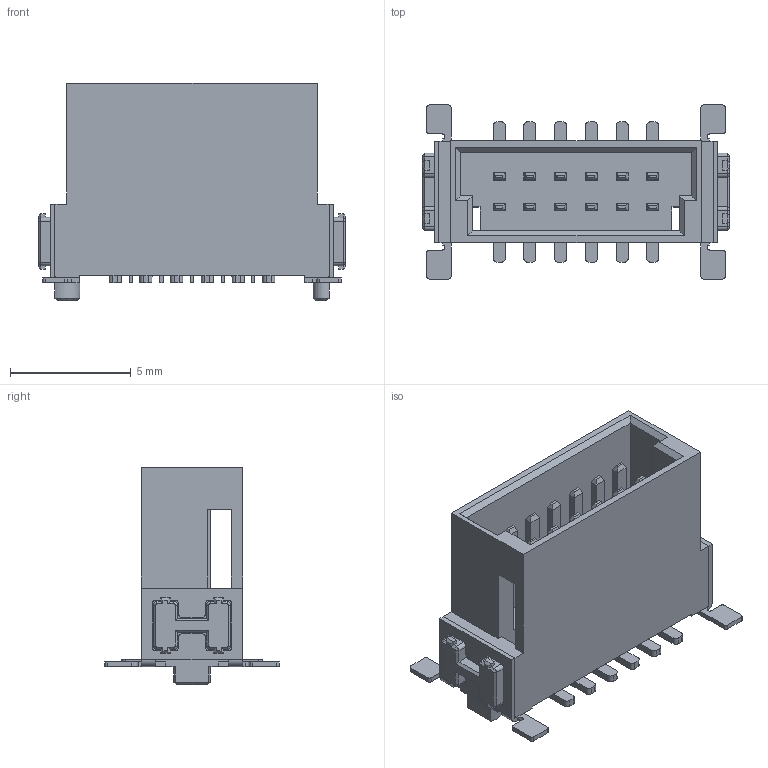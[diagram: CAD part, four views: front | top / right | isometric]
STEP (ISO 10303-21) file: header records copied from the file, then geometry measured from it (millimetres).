
FILE_DESCRIPTION((''),'2;1');
FILE_NAME('M55-7011242_ASM','2017-09-22T10:46:36',('sbennett'),(''),'CREO PARAMETRIC BY PTC INC, 2016510','CREO PARAMETRIC BY PTC INC, 2016510','');
FILE_SCHEMA(('CONFIG_CONTROL_DESIGN','SHAPE_APPEARANCE_LAYERS_GROUPS'));
Length unit declared in the file: millimetre
Products named in the file (4): M55-70112_MOULD; M55-701_CONTACT; M55-700_STRAP; M55-7011242_ASM
Assembly tree (15 placements, depth 2):
  M55-7011242_ASM
    M55-70112_MOULD
    M55-701_CONTACT  x12
    M55-700_STRAP  x2
Bounding box: 12.7 x 7.2 x 9 mm (x, y, z)
Volume: 225.3 mm3; surface area: 851.6 mm2
Topology: 15 solids, 15 shells, 1003 faces, 2665 edges, 1656 vertices
Faces by surface type: plane 673, cylinder 263, bspline 48, cone 19
Entity records: 18370 total; most frequent: CARTESIAN_POINT 2560, ORIENTED_EDGE 2430, DIRECTION 2279, PRESENTATION_STYLE_ASSIGNMENT 1263, STYLED_ITEM 1218, CURVE_STYLE 1215, EDGE_CURVE 1215, VECTOR 1061
